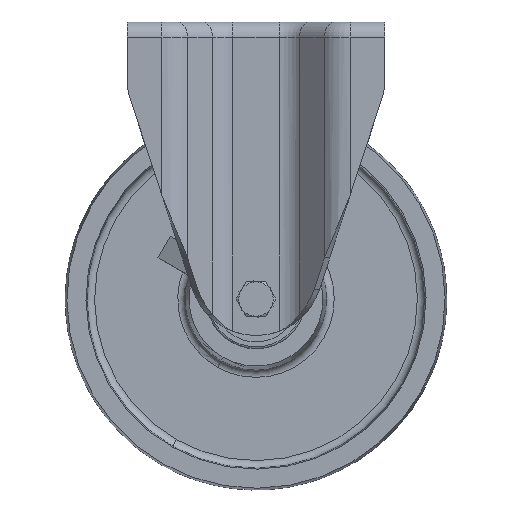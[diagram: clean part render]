
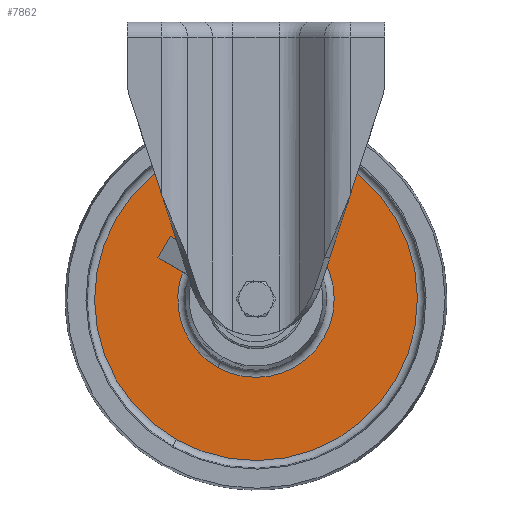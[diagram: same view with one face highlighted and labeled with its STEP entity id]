
A CAD part, top view. The second image highlights one B-rep face of the part: STEP entity #7862.
In plain terms, the highlighted planar face has unit normal (0, 0, 1).
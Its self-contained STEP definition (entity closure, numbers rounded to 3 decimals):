
#424 = CARTESIAN_POINT ( 'NONE',  ( 41.653, -67.489, 4. ) ) ;
#516 = FACE_OUTER_BOUND ( 'NONE', #16838, .T. ) ;
#866 = CARTESIAN_POINT ( 'NONE',  ( 80.076, -178.902, 4. ) ) ;
#893 = ORIENTED_EDGE ( 'NONE', *, *, #13638, .T. ) ;
#1523 = ORIENTED_EDGE ( 'NONE', *, *, #4128, .T. ) ;
#1561 = AXIS2_PLACEMENT_3D ( 'NONE', #16173, #13180, #5942 ) ;
#1676 = LINE ( 'NONE', #12460, #14203 ) ;
#1726 = CARTESIAN_POINT ( 'NONE',  ( -48.091, -113.751, 4. ) ) ;
#2358 = DIRECTION ( 'NONE',  ( 0., 0., 1. ) ) ;
#2418 = CARTESIAN_POINT ( 'NONE',  ( 0., -141., 4. ) ) ;
#2478 = AXIS2_PLACEMENT_3D ( 'NONE', #2418, #5350, #15514 ) ;
#3097 = AXIS2_PLACEMENT_3D ( 'NONE', #7280, #7346, #8665 ) ;
#3354 = VERTEX_POINT ( 'NONE', #4256 ) ;
#3558 = DIRECTION ( 'NONE',  ( -0.493, -0.87, 0. ) ) ;
#3642 = DIRECTION ( 'NONE',  ( -0.87, 0.493, 0. ) ) ;
#3660 = ORIENTED_EDGE ( 'NONE', *, *, #17062, .T. ) ;
#3767 = VERTEX_POINT ( 'NONE', #13865 ) ;
#3892 = AXIS2_PLACEMENT_3D ( 'NONE', #18514, #6939, #17103 ) ;
#4128 = EDGE_CURVE ( 'NONE', #9073, #7058, #17754, .T. ) ;
#4256 = CARTESIAN_POINT ( 'NONE',  ( -41.653, -214.511, 4. ) ) ;
#5246 = DIRECTION ( 'NONE',  ( -0.87, 0.493, 0. ) ) ;
#5350 = DIRECTION ( 'NONE',  ( 0., 0., -1. ) ) ;
#5942 = DIRECTION ( 'NONE',  ( -0.493, -0.87, 0. ) ) ;
#5973 = CARTESIAN_POINT ( 'NONE',  ( -31.963, -115.418, 4. ) ) ;
#6275 = DIRECTION ( 'NONE',  ( 0., 0., 1. ) ) ;
#6407 = ORIENTED_EDGE ( 'NONE', *, *, #11508, .T. ) ;
#6419 = CARTESIAN_POINT ( 'NONE',  ( 76.871, -184.557, 4. ) ) ;
#6511 = ORIENTED_EDGE ( 'NONE', *, *, #16710, .F. ) ;
#6939 = DIRECTION ( 'NONE',  ( 0., 0., 1. ) ) ;
#7058 = VERTEX_POINT ( 'NONE', #14998 ) ;
#7198 = EDGE_CURVE ( 'NONE', #7058, #7539, #11945, .T. ) ;
#7280 = CARTESIAN_POINT ( 'NONE',  ( 0., -141., 4. ) ) ;
#7346 = DIRECTION ( 'NONE',  ( 0., 0., -1. ) ) ;
#7539 = VERTEX_POINT ( 'NONE', #16979 ) ;
#7731 = LINE ( 'NONE', #1726, #10924 ) ;
#7819 = ORIENTED_EDGE ( 'NONE', *, *, #14457, .F. ) ;
#7862 = ADVANCED_FACE ( 'NONE', ( #516, #15530 ), #10939, .T. ) ;
#8185 = CARTESIAN_POINT ( 'NONE',  ( -51.296, -119.406, 4. ) ) ;
#8665 = DIRECTION ( 'NONE',  ( -0.493, -0.87, 0. ) ) ;
#8831 = CIRCLE ( 'NONE', #1561, 40.94 ) ;
#9035 = VECTOR ( 'NONE', #5246, 1000. ) ;
#9073 = VERTEX_POINT ( 'NONE', #18724 ) ;
#9237 = CIRCLE ( 'NONE', #3892, 84.491 ) ;
#9460 = CARTESIAN_POINT ( 'NONE',  ( 0., -141., 4. ) ) ;
#9488 = LINE ( 'NONE', #866, #9035 ) ;
#10462 = VERTEX_POINT ( 'NONE', #8185 ) ;
#10924 = VECTOR ( 'NONE', #11899, 1000. ) ;
#10939 = PLANE ( 'NONE',  #15673 ) ;
#11260 = VERTEX_POINT ( 'NONE', #5973 ) ;
#11508 = EDGE_CURVE ( 'NONE', #18158, #3354, #13699, .T. ) ;
#11663 = ORIENTED_EDGE ( 'NONE', *, *, #7198, .T. ) ;
#11899 = DIRECTION ( 'NONE',  ( -0.493, -0.87, 0. ) ) ;
#11945 = CIRCLE ( 'NONE', #3097, 40.94 ) ;
#12460 = CARTESIAN_POINT ( 'NONE',  ( 73.667, -190.212, 4. ) ) ;
#13180 = DIRECTION ( 'NONE',  ( 0., 0., -1. ) ) ;
#13204 = ORIENTED_EDGE ( 'NONE', *, *, #16258, .T. ) ;
#13638 = EDGE_CURVE ( 'NONE', #7539, #10462, #1676, .T. ) ;
#13699 = CIRCLE ( 'NONE', #14952, 84.491 ) ;
#13865 = CARTESIAN_POINT ( 'NONE',  ( -44.887, -108.095, 4. ) ) ;
#14046 = DIRECTION ( 'NONE',  ( -0.493, -0.87, 0. ) ) ;
#14203 = VECTOR ( 'NONE', #3642, 1000. ) ;
#14457 = EDGE_CURVE ( 'NONE', #3767, #10462, #7731, .T. ) ;
#14806 = EDGE_LOOP ( 'NONE', ( #6511, #13204, #1523, #11663, #893, #7819 ) ) ;
#14952 = AXIS2_PLACEMENT_3D ( 'NONE', #9460, #2358, #14046 ) ;
#14998 = CARTESIAN_POINT ( 'NONE',  ( -20.183, -176.619, 4. ) ) ;
#15514 = DIRECTION ( 'NONE',  ( -0.493, -0.87, 0. ) ) ;
#15530 = FACE_BOUND ( 'NONE', #14806, .T. ) ;
#15673 = AXIS2_PLACEMENT_3D ( 'NONE', #6419, #6275, #3558 ) ;
#16173 = CARTESIAN_POINT ( 'NONE',  ( 0., -141., 4. ) ) ;
#16258 = EDGE_CURVE ( 'NONE', #11260, #9073, #8831, .T. ) ;
#16710 = EDGE_CURVE ( 'NONE', #11260, #3767, #9488, .T. ) ;
#16838 = EDGE_LOOP ( 'NONE', ( #3660, #6407 ) ) ;
#16979 = CARTESIAN_POINT ( 'NONE',  ( -38.372, -126.729, 4. ) ) ;
#17062 = EDGE_CURVE ( 'NONE', #3354, #18158, #9237, .T. ) ;
#17103 = DIRECTION ( 'NONE',  ( -0.493, -0.87, 0. ) ) ;
#17754 = CIRCLE ( 'NONE', #2478, 40.94 ) ;
#18158 = VERTEX_POINT ( 'NONE', #424 ) ;
#18514 = CARTESIAN_POINT ( 'NONE',  ( 0., -141., 4. ) ) ;
#18724 = CARTESIAN_POINT ( 'NONE',  ( 20.183, -105.381, 4. ) ) ;
